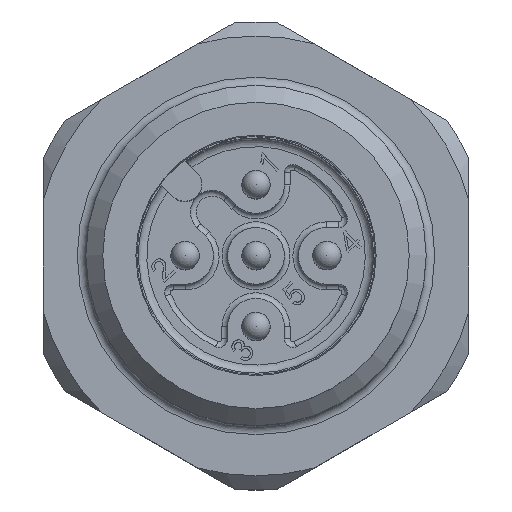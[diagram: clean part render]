
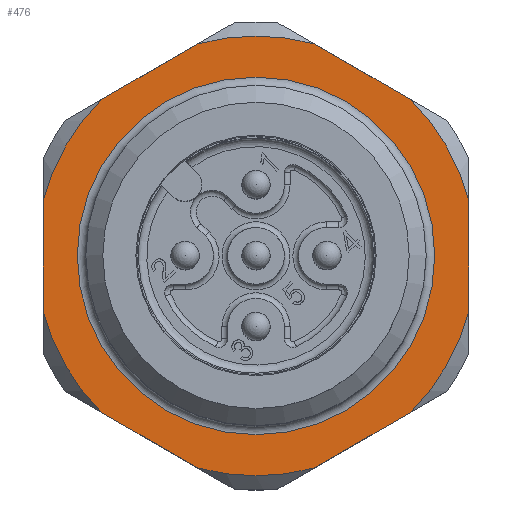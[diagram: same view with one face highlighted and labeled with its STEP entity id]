
A CAD part, top view. The second image highlights one B-rep face of the part: STEP entity #476.
In plain terms, the highlighted planar face has unit normal (0, 0, 1).
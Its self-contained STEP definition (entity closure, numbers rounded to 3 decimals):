
#129=FACE_BOUND('',#913,.T.);
#130=FACE_BOUND('',#914,.T.);
#272=PLANE('',#3530);
#476=ADVANCED_FACE('',(#129,#130),#272,.F.);
#913=EDGE_LOOP('',(#1702));
#914=EDGE_LOOP('',(#1703,#1704,#1705,#1706,#1707,#1708,#1709,#1710,#1711,
#1712,#1713,#1714));
#1196=LINE('',#4948,#1405);
#1197=LINE('',#4949,#1406);
#1198=LINE('',#4950,#1407);
#1199=LINE('',#4951,#1408);
#1200=LINE('',#4952,#1409);
#1201=LINE('',#4953,#1410);
#1405=VECTOR('',#3933,1.);
#1406=VECTOR('',#3934,1.);
#1407=VECTOR('',#3935,1.);
#1408=VECTOR('',#3936,1.);
#1409=VECTOR('',#3937,1.);
#1410=VECTOR('',#3938,1.);
#1702=ORIENTED_EDGE('',*,*,#2888,.T.);
#1703=ORIENTED_EDGE('',*,*,#2913,.F.);
#1704=ORIENTED_EDGE('',*,*,#2908,.F.);
#1705=ORIENTED_EDGE('',*,*,#2914,.F.);
#1706=ORIENTED_EDGE('',*,*,#2890,.F.);
#1707=ORIENTED_EDGE('',*,*,#2915,.F.);
#1708=ORIENTED_EDGE('',*,*,#2894,.F.);
#1709=ORIENTED_EDGE('',*,*,#2916,.F.);
#1710=ORIENTED_EDGE('',*,*,#2898,.F.);
#1711=ORIENTED_EDGE('',*,*,#2917,.F.);
#1712=ORIENTED_EDGE('',*,*,#2902,.F.);
#1713=ORIENTED_EDGE('',*,*,#2918,.F.);
#1714=ORIENTED_EDGE('',*,*,#2910,.F.);
#2564=VERTEX_POINT('',#4856);
#2565=VERTEX_POINT('',#4862);
#2567=VERTEX_POINT('',#4865);
#2569=VERTEX_POINT('',#4877);
#2571=VERTEX_POINT('',#4880);
#2573=VERTEX_POINT('',#4892);
#2575=VERTEX_POINT('',#4895);
#2577=VERTEX_POINT('',#4907);
#2579=VERTEX_POINT('',#4910);
#2582=VERTEX_POINT('',#4923);
#2584=VERTEX_POINT('',#4930);
#2585=VERTEX_POINT('',#4937);
#2587=VERTEX_POINT('',#4940);
#2888=EDGE_CURVE('',#2564,#2564,#3331,.T.);
#2890=EDGE_CURVE('',#2565,#2567,#3332,.T.);
#2894=EDGE_CURVE('',#2569,#2571,#3334,.T.);
#2898=EDGE_CURVE('',#2573,#2575,#3336,.T.);
#2902=EDGE_CURVE('',#2577,#2579,#3338,.T.);
#2908=EDGE_CURVE('',#2584,#2582,#3341,.T.);
#2910=EDGE_CURVE('',#2585,#2587,#3342,.T.);
#2913=EDGE_CURVE('',#2582,#2585,#1196,.T.);
#2914=EDGE_CURVE('',#2567,#2584,#1197,.T.);
#2915=EDGE_CURVE('',#2571,#2565,#1198,.T.);
#2916=EDGE_CURVE('',#2575,#2569,#1199,.T.);
#2917=EDGE_CURVE('',#2579,#2573,#1200,.T.);
#2918=EDGE_CURVE('',#2587,#2577,#1201,.T.);
#3331=CIRCLE('',#3510,6.3);
#3332=CIRCLE('',#3512,7.75);
#3334=CIRCLE('',#3515,7.75);
#3336=CIRCLE('',#3518,7.75);
#3338=CIRCLE('',#3521,7.75);
#3341=CIRCLE('',#3525,7.75);
#3342=CIRCLE('',#3527,7.75);
#3510=AXIS2_PLACEMENT_3D('',#4855,#3893,#3894);
#3512=AXIS2_PLACEMENT_3D('',#4864,#3897,#3898);
#3515=AXIS2_PLACEMENT_3D('',#4879,#3903,#3904);
#3518=AXIS2_PLACEMENT_3D('',#4894,#3909,#3910);
#3521=AXIS2_PLACEMENT_3D('',#4909,#3915,#3916);
#3525=AXIS2_PLACEMENT_3D('',#4931,#3923,#3924);
#3527=AXIS2_PLACEMENT_3D('',#4939,#3927,#3928);
#3530=AXIS2_PLACEMENT_3D('',#4954,#3939,#3940);
#3893=DIRECTION('',(0.,0.,-1.));
#3894=DIRECTION('',(-1.,0.,0.));
#3897=DIRECTION('',(0.,0.,-1.));
#3898=DIRECTION('',(-1.,0.,0.));
#3903=DIRECTION('',(0.,0.,-1.));
#3904=DIRECTION('',(-1.,0.,0.));
#3909=DIRECTION('',(0.,0.,-1.));
#3910=DIRECTION('',(-1.,0.,0.));
#3915=DIRECTION('',(0.,0.,-1.));
#3916=DIRECTION('',(-1.,0.,0.));
#3923=DIRECTION('',(0.,0.,-1.));
#3924=DIRECTION('',(-1.,0.,0.));
#3927=DIRECTION('',(0.,0.,-1.));
#3928=DIRECTION('',(-1.,0.,0.));
#3933=DIRECTION('',(-0.866,-0.5,0.));
#3934=DIRECTION('',(0.,-1.,0.));
#3935=DIRECTION('',(0.866,-0.5,0.));
#3936=DIRECTION('',(0.866,0.5,0.));
#3937=DIRECTION('',(0.,1.,0.));
#3938=DIRECTION('',(-0.866,0.5,0.));
#3939=DIRECTION('',(0.,0.,-1.));
#3940=DIRECTION('',(1.,0.,0.));
#4855=CARTESIAN_POINT('',(50.,54.075,7.425));
#4856=CARTESIAN_POINT('',(43.7,54.075,7.425));
#4862=CARTESIAN_POINT('',(55.441,59.594,7.425));
#4864=CARTESIAN_POINT('',(50.,54.075,7.425));
#4865=CARTESIAN_POINT('',(57.5,56.028,7.425));
#4877=CARTESIAN_POINT('',(47.941,61.546,7.425));
#4879=CARTESIAN_POINT('',(50.,54.075,7.425));
#4880=CARTESIAN_POINT('',(52.059,61.546,7.425));
#4892=CARTESIAN_POINT('',(42.5,56.028,7.425));
#4894=CARTESIAN_POINT('',(50.,54.075,7.425));
#4895=CARTESIAN_POINT('',(44.559,59.594,7.425));
#4907=CARTESIAN_POINT('',(44.559,48.556,7.425));
#4909=CARTESIAN_POINT('',(50.,54.075,7.425));
#4910=CARTESIAN_POINT('',(42.5,52.122,7.425));
#4923=CARTESIAN_POINT('',(55.441,48.556,7.425));
#4930=CARTESIAN_POINT('',(57.5,52.122,7.425));
#4931=CARTESIAN_POINT('',(50.,54.075,7.425));
#4937=CARTESIAN_POINT('',(52.059,46.604,7.425));
#4939=CARTESIAN_POINT('',(50.,54.075,7.425));
#4940=CARTESIAN_POINT('',(47.941,46.604,7.425));
#4948=CARTESIAN_POINT('',(56.348,49.08,7.425));
#4949=CARTESIAN_POINT('',(57.5,60.075,7.425));
#4950=CARTESIAN_POINT('',(51.152,62.07,7.425));
#4951=CARTESIAN_POINT('',(48.848,62.07,7.425));
#4952=CARTESIAN_POINT('',(42.5,60.075,7.425));
#4953=CARTESIAN_POINT('',(43.652,49.08,7.425));
#4954=CARTESIAN_POINT('',(50.,60.075,7.425));
